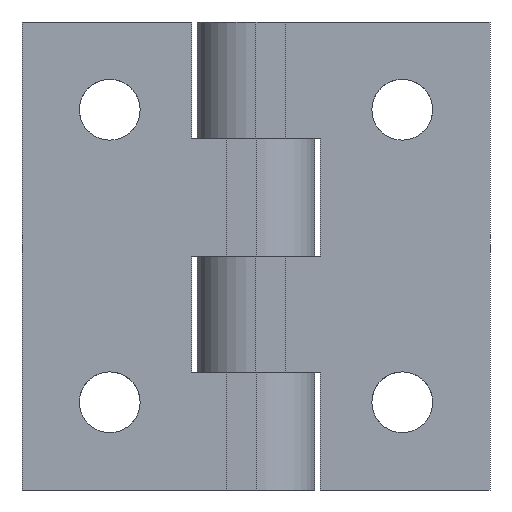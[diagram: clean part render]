
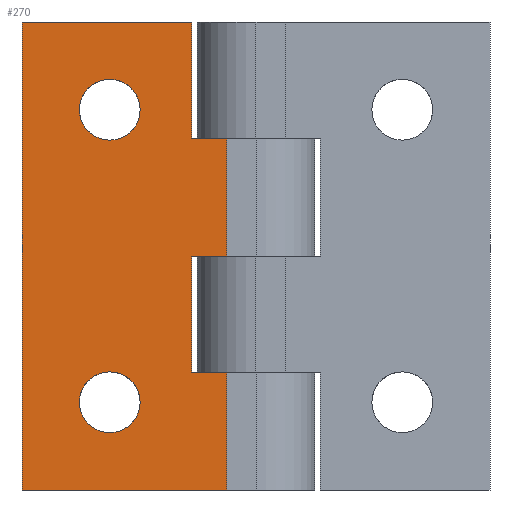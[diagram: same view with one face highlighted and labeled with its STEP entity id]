
A CAD part, front view. The second image highlights one B-rep face of the part: STEP entity #270.
In plain terms, the highlighted planar face has unit normal (0, -1, 0).
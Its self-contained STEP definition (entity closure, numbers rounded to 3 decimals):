
#270 = ADVANCED_FACE( '', ( #532, #533, #534 ), #535, .F. );
#532 = FACE_BOUND( '', #786, .T. );
#533 = FACE_BOUND( '', #787, .T. );
#534 = FACE_OUTER_BOUND( '', #788, .T. );
#535 = PLANE( '', #789 );
#786 = EDGE_LOOP( '', ( #1334 ) );
#787 = EDGE_LOOP( '', ( #1335 ) );
#788 = EDGE_LOOP( '', ( #1336, #1337, #1338, #1339, #1340, #1341, #1342, #1343, #1344, #1345 ) );
#789 = AXIS2_PLACEMENT_3D( '', #1346, #1347, #1348 );
#1334 = ORIENTED_EDGE( '', *, *, #1518, .F. );
#1335 = ORIENTED_EDGE( '', *, *, #1489, .F. );
#1336 = ORIENTED_EDGE( '', *, *, #1540, .F. );
#1337 = ORIENTED_EDGE( '', *, *, #1692, .F. );
#1338 = ORIENTED_EDGE( '', *, *, #1621, .F. );
#1339 = ORIENTED_EDGE( '', *, *, #1659, .F. );
#1340 = ORIENTED_EDGE( '', *, *, #1712, .F. );
#1341 = ORIENTED_EDGE( '', *, *, #1513, .F. );
#1342 = ORIENTED_EDGE( '', *, *, #1694, .F. );
#1343 = ORIENTED_EDGE( '', *, *, #1669, .T. );
#1344 = ORIENTED_EDGE( '', *, *, #1713, .T. );
#1345 = ORIENTED_EDGE( '', *, *, #1592, .F. );
#1346 = CARTESIAN_POINT( '', ( -20., -5.5, 20. ) );
#1347 = DIRECTION( '', ( 0., 1., 0. ) );
#1348 = DIRECTION( '', ( 0., 0., 1. ) );
#1489 = EDGE_CURVE( '', #1746, #1746, #1747, .T. );
#1513 = EDGE_CURVE( '', #1788, #1789, #1790, .T. );
#1518 = EDGE_CURVE( '', #1797, #1797, #1798, .T. );
#1540 = EDGE_CURVE( '', #1835, #1836, #1837, .T. );
#1592 = EDGE_CURVE( '', #1836, #1923, #1924, .T. );
#1621 = EDGE_CURVE( '', #1966, #1967, #1968, .T. );
#1659 = EDGE_CURVE( '', #2020, #1966, #2022, .T. );
#1669 = EDGE_CURVE( '', #2038, #2036, #2039, .T. );
#1692 = EDGE_CURVE( '', #1967, #1835, #2069, .T. );
#1694 = EDGE_CURVE( '', #2038, #1788, #2071, .T. );
#1712 = EDGE_CURVE( '', #1789, #2020, #2092, .T. );
#1713 = EDGE_CURVE( '', #2036, #1923, #2093, .T. );
#1746 = VERTEX_POINT( '', #2131 );
#1747 = CIRCLE( '', #2132, 2.6 );
#1788 = VERTEX_POINT( '', #2188 );
#1789 = VERTEX_POINT( '', #2189 );
#1790 = LINE( '', #2190, #2191 );
#1797 = VERTEX_POINT( '', #2201 );
#1798 = CIRCLE( '', #2202, 2.6 );
#1835 = VERTEX_POINT( '', #2249 );
#1836 = VERTEX_POINT( '', #2250 );
#1837 = LINE( '', #2251, #2252 );
#1923 = VERTEX_POINT( '', #2375 );
#1924 = LINE( '', #2376, #2377 );
#1966 = VERTEX_POINT( '', #2434 );
#1967 = VERTEX_POINT( '', #2435 );
#1968 = LINE( '', #2436, #2437 );
#2020 = VERTEX_POINT( '', #2517 );
#2022 = LINE( '', #2520, #2521 );
#2036 = VERTEX_POINT( '', #2538 );
#2038 = VERTEX_POINT( '', #2541 );
#2039 = LINE( '', #2542, #2543 );
#2069 = LINE( '', #2587, #2588 );
#2071 = LINE( '', #2590, #2591 );
#2092 = LINE( '', #2621, #2622 );
#2093 = LINE( '', #2623, #2624 );
#2131 = CARTESIAN_POINT( '', ( -12.5, -5.5, 9.9 ) );
#2132 = AXIS2_PLACEMENT_3D( '', #2660, #2661, #2662 );
#2188 = CARTESIAN_POINT( '', ( -5.5, -5.5, 20. ) );
#2189 = CARTESIAN_POINT( '', ( -5.5, -5.5, 10. ) );
#2190 = CARTESIAN_POINT( '', ( -5.5, -5.5, 20. ) );
#2191 = VECTOR( '', #2687, 1000. );
#2201 = CARTESIAN_POINT( '', ( -12.5, -5.5, -15.1 ) );
#2202 = AXIS2_PLACEMENT_3D( '', #2691, #2692, #2693 );
#2249 = CARTESIAN_POINT( '', ( -5.5, -5.5, -10. ) );
#2250 = CARTESIAN_POINT( '', ( -2.5, -5.5, -10. ) );
#2251 = CARTESIAN_POINT( '', ( -20., -5.5, -10. ) );
#2252 = VECTOR( '', #2722, 1000. );
#2375 = CARTESIAN_POINT( '', ( -2.5, -5.5, -20. ) );
#2376 = CARTESIAN_POINT( '', ( -2.5, -5.5, 20. ) );
#2377 = VECTOR( '', #2775, 1000. );
#2434 = CARTESIAN_POINT( '', ( -2.5, -5.5, 0. ) );
#2435 = CARTESIAN_POINT( '', ( -5.5, -5.5, 0. ) );
#2436 = CARTESIAN_POINT( '', ( -20., -5.5, 0. ) );
#2437 = VECTOR( '', #2809, 1000. );
#2517 = CARTESIAN_POINT( '', ( -2.5, -5.5, 10. ) );
#2520 = CARTESIAN_POINT( '', ( -2.5, -5.5, 20. ) );
#2521 = VECTOR( '', #2842, 1000. );
#2538 = CARTESIAN_POINT( '', ( -20., -5.5, -20. ) );
#2541 = CARTESIAN_POINT( '', ( -20., -5.5, 20. ) );
#2542 = CARTESIAN_POINT( '', ( -20., -5.5, 20. ) );
#2543 = VECTOR( '', #2853, 1000. );
#2587 = CARTESIAN_POINT( '', ( -5.5, -5.5, 20. ) );
#2588 = VECTOR( '', #2871, 1000. );
#2590 = CARTESIAN_POINT( '', ( -20., -5.5, 20. ) );
#2591 = VECTOR( '', #2872, 1000. );
#2621 = CARTESIAN_POINT( '', ( -20., -5.5, 10. ) );
#2622 = VECTOR( '', #2885, 1000. );
#2623 = CARTESIAN_POINT( '', ( -20., -5.5, -20. ) );
#2624 = VECTOR( '', #2886, 1000. );
#2660 = CARTESIAN_POINT( '', ( -12.5, -5.5, 12.5 ) );
#2661 = DIRECTION( '', ( 0., -1., 0. ) );
#2662 = DIRECTION( '', ( 0., 0., -1. ) );
#2687 = DIRECTION( '', ( 0., 0., -1. ) );
#2691 = CARTESIAN_POINT( '', ( -12.5, -5.5, -12.5 ) );
#2692 = DIRECTION( '', ( 0., -1., 0. ) );
#2693 = DIRECTION( '', ( 0., 0., -1. ) );
#2722 = DIRECTION( '', ( 1., 0., 0. ) );
#2775 = DIRECTION( '', ( 0., 0., -1. ) );
#2809 = DIRECTION( '', ( -1., 0., 0. ) );
#2842 = DIRECTION( '', ( 0., 0., -1. ) );
#2853 = DIRECTION( '', ( 0., 0., -1. ) );
#2871 = DIRECTION( '', ( 0., 0., -1. ) );
#2872 = DIRECTION( '', ( 1., 0., 0. ) );
#2885 = DIRECTION( '', ( 1., 0., 0. ) );
#2886 = DIRECTION( '', ( 1., 0., 0. ) );
